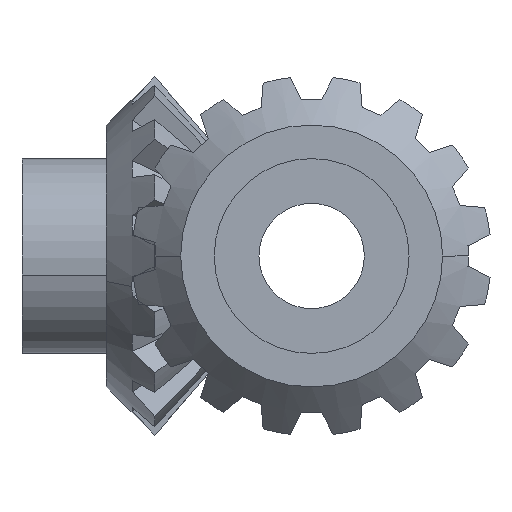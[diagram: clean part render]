
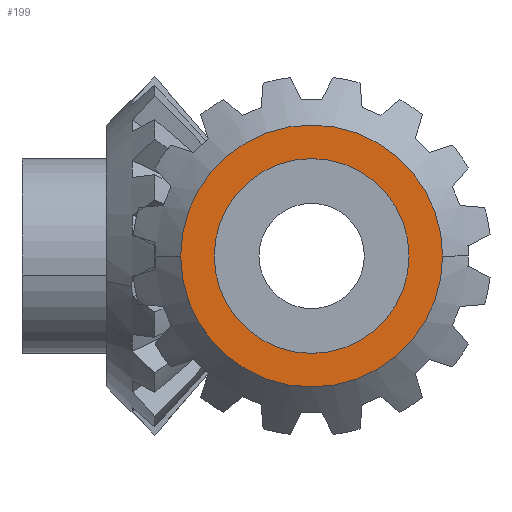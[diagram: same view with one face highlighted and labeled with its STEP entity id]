
A CAD part, front view. The second image highlights one B-rep face of the part: STEP entity #199.
In plain terms, the highlighted planar face has unit normal (0, -1, 0).
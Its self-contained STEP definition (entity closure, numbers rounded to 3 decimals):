
#199=ADVANCED_FACE('',(#498,#499),#500,.F.);
#498=FACE_OUTER_BOUND('',#804,.T.);
#499=FACE_BOUND('',#805,.T.);
#500=PLANE('',#806);
#804=EDGE_LOOP('',(#2067,#2068));
#805=EDGE_LOOP('',(#2069,#2070,#2071));
#806=AXIS2_PLACEMENT_3D('',#2072,#2073,#2074);
#2067=ORIENTED_EDGE('',*,*,#2473,.F.);
#2068=ORIENTED_EDGE('',*,*,#2398,.F.);
#2069=ORIENTED_EDGE('',*,*,#2392,.F.);
#2070=ORIENTED_EDGE('',*,*,#2391,.F.);
#2071=ORIENTED_EDGE('',*,*,#2566,.F.);
#2072=CARTESIAN_POINT('',(0.,-35.1,0.0));
#2073=DIRECTION('',(0.,1.0,0.0));
#2074=DIRECTION('',(0.0,0.0,-1.0));
#2391=EDGE_CURVE('',#3008,#3010,#3011,.T.);
#2392=EDGE_CURVE('',#3010,#3004,#3012,.T.);
#2398=EDGE_CURVE('',#3021,#3024,#3025,.T.);
#2473=EDGE_CURVE('',#3024,#3021,#3169,.T.);
#2566=EDGE_CURVE('',#3004,#3008,#3290,.T.);
#3004=VERTEX_POINT('',#5183);
#3008=VERTEX_POINT('',#5188);
#3010=VERTEX_POINT('',#5191);
#3011=CIRCLE('',#5192,16.65);
#3012=CIRCLE('',#5193,16.65);
#3021=VERTEX_POINT('',#5204);
#3024=VERTEX_POINT('',#5208);
#3025=CIRCLE('',#5209,22.386);
#3169=CIRCLE('',#5851,22.386);
#3290=CIRCLE('',#6470,16.65);
#5183=CARTESIAN_POINT('',(-16.65,-35.1,0.));
#5188=CARTESIAN_POINT('',(16.65,-35.1,0.));
#5191=CARTESIAN_POINT('',(0.,-35.1,16.65));
#5192=AXIS2_PLACEMENT_3D('',#6682,#6683,#6684);
#5193=AXIS2_PLACEMENT_3D('',#6685,#6686,#6687);
#5204=CARTESIAN_POINT('',(-22.386,-35.1,0.));
#5208=CARTESIAN_POINT('',(22.386,-35.1,0.));
#5209=AXIS2_PLACEMENT_3D('',#6697,#6698,#6699);
#5851=AXIS2_PLACEMENT_3D('',#6751,#6752,#6753);
#6470=AXIS2_PLACEMENT_3D('',#6814,#6815,#6816);
#6682=CARTESIAN_POINT('',(0.,-35.1,0.0));
#6683=DIRECTION('',(0.,-1.0,-0.0));
#6684=DIRECTION('',(0.0,0.0,-1.0));
#6685=CARTESIAN_POINT('',(0.,-35.1,0.0));
#6686=DIRECTION('',(0.,-1.0,-0.0));
#6687=DIRECTION('',(0.0,0.0,-1.0));
#6697=CARTESIAN_POINT('',(0.,-35.1,0.0));
#6698=DIRECTION('',(0.,1.0,0.0));
#6699=DIRECTION('',(-1.0,0.,0.0));
#6751=CARTESIAN_POINT('',(0.,-35.1,0.0));
#6752=DIRECTION('',(0.,1.0,0.0));
#6753=DIRECTION('',(-1.0,0.,0.0));
#6814=CARTESIAN_POINT('',(0.,-35.1,0.0));
#6815=DIRECTION('',(0.,-1.0,-0.0));
#6816=DIRECTION('',(0.0,0.0,-1.0));
